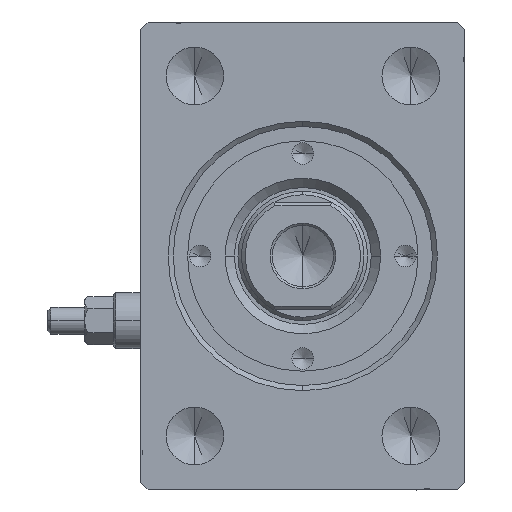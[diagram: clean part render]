
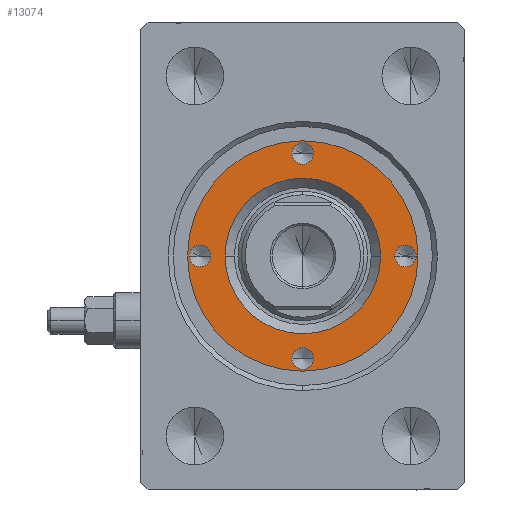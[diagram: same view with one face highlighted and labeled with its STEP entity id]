
A CAD part, left-side view. The second image highlights one B-rep face of the part: STEP entity #13074.
In plain terms, the highlighted face is planar.
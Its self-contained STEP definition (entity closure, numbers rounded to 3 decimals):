
#401 = FACE_BOUND ( 'NONE', #14155, .T. ) ;
#1109 = CARTESIAN_POINT ( 'NONE',  ( -1.5, -14.25, 7. ) ) ;
#1666 = ORIENTED_EDGE ( 'NONE', *, *, #4928, .T. ) ;
#1862 = DIRECTION ( 'NONE',  ( 1., 0., 0. ) ) ;
#2278 = VERTEX_POINT ( 'NONE', #37195 ) ;
#3328 = DIRECTION ( 'NONE',  ( 0., 0., 1. ) ) ;
#3333 = CARTESIAN_POINT ( 'NONE',  ( -14.25, 0., 7. ) ) ;
#3870 = DIRECTION ( 'NONE',  ( 0., 0., 1. ) ) ;
#4014 = VERTEX_POINT ( 'NONE', #1109 ) ;
#4276 = FACE_BOUND ( 'NONE', #13410, .T. ) ;
#4401 = CARTESIAN_POINT ( 'NONE',  ( 14.25, 0., 7. ) ) ;
#4557 = ORIENTED_EDGE ( 'NONE', *, *, #24966, .T. ) ;
#4743 = AXIS2_PLACEMENT_3D ( 'NONE', #33165, #19224, #1862 ) ;
#4928 = EDGE_CURVE ( 'NONE', #9865, #38810, #20811, .T. ) ;
#5032 = AXIS2_PLACEMENT_3D ( 'NONE', #4401, #22207, #42345 ) ;
#5035 = AXIS2_PLACEMENT_3D ( 'NONE', #3333, #39971, #17281 ) ;
#5200 = EDGE_CURVE ( 'NONE', #4014, #30998, #17913, .T. ) ;
#6421 = CARTESIAN_POINT ( 'NONE',  ( 15.75, 0., 7. ) ) ;
#6426 = ORIENTED_EDGE ( 'NONE', *, *, #22208, .F. ) ;
#6509 = AXIS2_PLACEMENT_3D ( 'NONE', #36647, #35740, #8072 ) ;
#6538 = AXIS2_PLACEMENT_3D ( 'NONE', #39063, #7752, #21686 ) ;
#6559 = CARTESIAN_POINT ( 'NONE',  ( 10.8, 0., 7. ) ) ;
#7701 = FACE_BOUND ( 'NONE', #34867, .T. ) ;
#7751 = CARTESIAN_POINT ( 'NONE',  ( 0., 0., 7. ) ) ;
#7752 = DIRECTION ( 'NONE',  ( 0., 0., 1. ) ) ;
#8027 = EDGE_CURVE ( 'NONE', #37129, #29267, #33304, .T. ) ;
#8036 = AXIS2_PLACEMENT_3D ( 'NONE', #10411, #3328, #17277 ) ;
#8072 = DIRECTION ( 'NONE',  ( 1., 0., 0. ) ) ;
#8104 = CIRCLE ( 'NONE', #43887, 1.5 ) ;
#8615 = VERTEX_POINT ( 'NONE', #13168 ) ;
#8628 = AXIS2_PLACEMENT_3D ( 'NONE', #11367, #42664, #25295 ) ;
#8736 = CIRCLE ( 'NONE', #21175, 16. ) ;
#9428 = ORIENTED_EDGE ( 'NONE', *, *, #25569, .F. ) ;
#9865 = VERTEX_POINT ( 'NONE', #16226 ) ;
#9905 = DIRECTION ( 'NONE',  ( 1., 0., 0. ) ) ;
#10411 = CARTESIAN_POINT ( 'NONE',  ( 0., -14.25, 7. ) ) ;
#11367 = CARTESIAN_POINT ( 'NONE',  ( 0., 0., 7. ) ) ;
#11869 = DIRECTION ( 'NONE',  ( 1., 0., 0. ) ) ;
#11909 = CIRCLE ( 'NONE', #29431, 1.5 ) ;
#13074 = ADVANCED_FACE ( 'NONE', ( #7701, #31277, #401, #4276, #14801, #27843 ), #41999, .T. ) ;
#13088 = ORIENTED_EDGE ( 'NONE', *, *, #27131, .F. ) ;
#13112 = CIRCLE ( 'NONE', #6538, 1.5 ) ;
#13168 = CARTESIAN_POINT ( 'NONE',  ( -16., 0., 7. ) ) ;
#13410 = EDGE_LOOP ( 'NONE', ( #6426, #18619 ) ) ;
#13605 = AXIS2_PLACEMENT_3D ( 'NONE', #41599, #3870, #31752 ) ;
#13808 = DIRECTION ( 'NONE',  ( 0., 0., 1. ) ) ;
#14155 = EDGE_LOOP ( 'NONE', ( #17579, #9428 ) ) ;
#14183 = VERTEX_POINT ( 'NONE', #6421 ) ;
#14270 = AXIS2_PLACEMENT_3D ( 'NONE', #25744, #16155, #30097 ) ;
#14801 = FACE_BOUND ( 'NONE', #20773, .T. ) ;
#15513 = EDGE_CURVE ( 'NONE', #21379, #8615, #24034, .T. ) ;
#16155 = DIRECTION ( 'NONE',  ( 0., 0., 1. ) ) ;
#16226 = CARTESIAN_POINT ( 'NONE',  ( -10.8, 0., 7. ) ) ;
#16714 = EDGE_CURVE ( 'NONE', #8615, #21379, #8736, .T. ) ;
#17277 = DIRECTION ( 'NONE',  ( 1., 0., 0. ) ) ;
#17281 = DIRECTION ( 'NONE',  ( 1., 0., 0. ) ) ;
#17579 = ORIENTED_EDGE ( 'NONE', *, *, #34417, .F. ) ;
#17773 = ORIENTED_EDGE ( 'NONE', *, *, #8027, .F. ) ;
#17913 = CIRCLE ( 'NONE', #14270, 1.5 ) ;
#18619 = ORIENTED_EDGE ( 'NONE', *, *, #5200, .F. ) ;
#19224 = DIRECTION ( 'NONE',  ( 0., 0., -1. ) ) ;
#19654 = EDGE_CURVE ( 'NONE', #31624, #27611, #30606, .T. ) ;
#19729 = CIRCLE ( 'NONE', #8036, 1.5 ) ;
#20502 = CIRCLE ( 'NONE', #39488, 10.8 ) ;
#20773 = EDGE_LOOP ( 'NONE', ( #4557, #1666 ) ) ;
#20811 = CIRCLE ( 'NONE', #4743, 10.8 ) ;
#21175 = AXIS2_PLACEMENT_3D ( 'NONE', #24669, #21247, #31986 ) ;
#21247 = DIRECTION ( 'NONE',  ( 0., 0., 1. ) ) ;
#21379 = VERTEX_POINT ( 'NONE', #28676 ) ;
#21686 = DIRECTION ( 'NONE',  ( 1., 0., 0. ) ) ;
#21915 = DIRECTION ( 'NONE',  ( 1., 0., 0. ) ) ;
#22207 = DIRECTION ( 'NONE',  ( 0., 0., 1. ) ) ;
#22208 = EDGE_CURVE ( 'NONE', #30998, #4014, #19729, .T. ) ;
#24034 = CIRCLE ( 'NONE', #6509, 16. ) ;
#24669 = CARTESIAN_POINT ( 'NONE',  ( 0., 0., 7. ) ) ;
#24918 = ORIENTED_EDGE ( 'NONE', *, *, #15513, .T. ) ;
#24966 = EDGE_CURVE ( 'NONE', #38810, #9865, #20502, .T. ) ;
#25295 = DIRECTION ( 'NONE',  ( 1., 0., 0. ) ) ;
#25569 = EDGE_CURVE ( 'NONE', #2278, #14183, #8104, .T. ) ;
#25744 = CARTESIAN_POINT ( 'NONE',  ( 0., -14.25, 7. ) ) ;
#27131 = EDGE_CURVE ( 'NONE', #27611, #31624, #11909, .T. ) ;
#27611 = VERTEX_POINT ( 'NONE', #40841 ) ;
#27653 = CIRCLE ( 'NONE', #5032, 1.5 ) ;
#27843 = FACE_OUTER_BOUND ( 'NONE', #28913, .T. ) ;
#28566 = CARTESIAN_POINT ( 'NONE',  ( -1.5, 14.25, 7. ) ) ;
#28676 = CARTESIAN_POINT ( 'NONE',  ( 16., 0., 7. ) ) ;
#28913 = EDGE_LOOP ( 'NONE', ( #40441, #24918 ) ) ;
#29267 = VERTEX_POINT ( 'NONE', #39906 ) ;
#29431 = AXIS2_PLACEMENT_3D ( 'NONE', #41223, #13808, #9905 ) ;
#29952 = CARTESIAN_POINT ( 'NONE',  ( -12.75, 0., 7. ) ) ;
#30097 = DIRECTION ( 'NONE',  ( 1., 0., 0. ) ) ;
#30606 = CIRCLE ( 'NONE', #5035, 1.5 ) ;
#30998 = VERTEX_POINT ( 'NONE', #34386 ) ;
#31277 = FACE_BOUND ( 'NONE', #37789, .T. ) ;
#31624 = VERTEX_POINT ( 'NONE', #29952 ) ;
#31752 = DIRECTION ( 'NONE',  ( 1., 0., 0. ) ) ;
#31986 = DIRECTION ( 'NONE',  ( 1., 0., 0. ) ) ;
#32660 = DIRECTION ( 'NONE',  ( 0., 0., 1. ) ) ;
#33165 = CARTESIAN_POINT ( 'NONE',  ( 0., 0., 7. ) ) ;
#33304 = CIRCLE ( 'NONE', #13605, 1.5 ) ;
#34386 = CARTESIAN_POINT ( 'NONE',  ( 1.5, -14.25, 7. ) ) ;
#34417 = EDGE_CURVE ( 'NONE', #14183, #2278, #27653, .T. ) ;
#34431 = ORIENTED_EDGE ( 'NONE', *, *, #40749, .F. ) ;
#34867 = EDGE_LOOP ( 'NONE', ( #45035, #13088 ) ) ;
#35740 = DIRECTION ( 'NONE',  ( 0., 0., 1. ) ) ;
#36086 = DIRECTION ( 'NONE',  ( 0., 0., -1. ) ) ;
#36647 = CARTESIAN_POINT ( 'NONE',  ( 0., 0., 7. ) ) ;
#37129 = VERTEX_POINT ( 'NONE', #28566 ) ;
#37195 = CARTESIAN_POINT ( 'NONE',  ( 12.75, 0., 7. ) ) ;
#37789 = EDGE_LOOP ( 'NONE', ( #34431, #17773 ) ) ;
#38810 = VERTEX_POINT ( 'NONE', #6559 ) ;
#39063 = CARTESIAN_POINT ( 'NONE',  ( 0., 14.25, 7. ) ) ;
#39488 = AXIS2_PLACEMENT_3D ( 'NONE', #7751, #36086, #21915 ) ;
#39906 = CARTESIAN_POINT ( 'NONE',  ( 1.5, 14.25, 7. ) ) ;
#39971 = DIRECTION ( 'NONE',  ( 0., 0., 1. ) ) ;
#40441 = ORIENTED_EDGE ( 'NONE', *, *, #16714, .T. ) ;
#40749 = EDGE_CURVE ( 'NONE', #29267, #37129, #13112, .T. ) ;
#40841 = CARTESIAN_POINT ( 'NONE',  ( -15.75, 0., 7. ) ) ;
#41223 = CARTESIAN_POINT ( 'NONE',  ( -14.25, 0., 7. ) ) ;
#41599 = CARTESIAN_POINT ( 'NONE',  ( 0., 14.25, 7. ) ) ;
#41999 = PLANE ( 'NONE',  #8628 ) ;
#42276 = CARTESIAN_POINT ( 'NONE',  ( 14.25, 0., 7. ) ) ;
#42345 = DIRECTION ( 'NONE',  ( 1., 0., 0. ) ) ;
#42664 = DIRECTION ( 'NONE',  ( 0., 0., 1. ) ) ;
#43887 = AXIS2_PLACEMENT_3D ( 'NONE', #42276, #32660, #11869 ) ;
#45035 = ORIENTED_EDGE ( 'NONE', *, *, #19654, .F. ) ;
